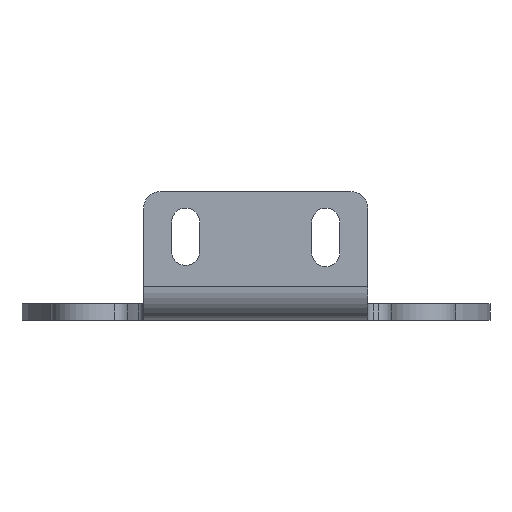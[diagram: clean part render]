
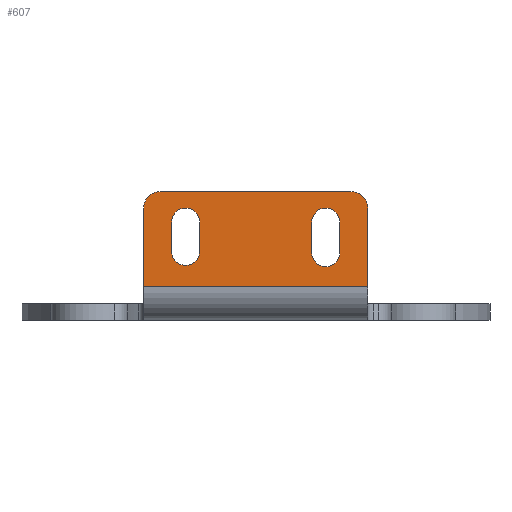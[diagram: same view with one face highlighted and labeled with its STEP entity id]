
A CAD part, front view. The second image highlights one B-rep face of the part: STEP entity #607.
In plain terms, the highlighted planar face has unit normal (0, -1, 0).
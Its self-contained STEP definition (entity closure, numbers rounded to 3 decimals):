
#9 = ORIENTED_EDGE ( 'NONE', *, *, #283, .T. ) ;
#15 = CIRCLE ( 'NONE', #1051, 3. ) ;
#25 = DIRECTION ( 'NONE',  ( 0., 0., 1. ) ) ;
#41 = DIRECTION ( 'NONE',  ( 0., 0., 1. ) ) ;
#68 = DIRECTION ( 'NONE',  ( 0., 1., 0. ) ) ;
#76 = VERTEX_POINT ( 'NONE', #1768 ) ;
#81 = EDGE_LOOP ( 'NONE', ( #1791, #1096, #344, #1944, #377 ) ) ;
#87 = VECTOR ( 'NONE', #1461, 1000. ) ;
#110 = CIRCLE ( 'NONE', #1212, 2.5 ) ;
#144 = VECTOR ( 'NONE', #1197, 1000. ) ;
#145 = CARTESIAN_POINT ( 'NONE',  ( 10., -50., 12.077 ) ) ;
#147 = ORIENTED_EDGE ( 'NONE', *, *, #1911, .F. ) ;
#161 = VERTEX_POINT ( 'NONE', #145 ) ;
#180 = DIRECTION ( 'NONE',  ( 0., 0., -1. ) ) ;
#189 = VERTEX_POINT ( 'NONE', #1821 ) ;
#193 = EDGE_CURVE ( 'NONE', #876, #1690, #570, .T. ) ;
#217 = CARTESIAN_POINT ( 'NONE',  ( 17., -50., 23. ) ) ;
#234 = VECTOR ( 'NONE', #1142, 1000. ) ;
#283 = EDGE_CURVE ( 'NONE', #629, #337, #1850, .T. ) ;
#289 = EDGE_LOOP ( 'NONE', ( #1129, #9, #147, #470, #1673, #1533 ) ) ;
#291 = DIRECTION ( 'NONE',  ( 0., 1., 0. ) ) ;
#300 = VECTOR ( 'NONE', #1583, 1000. ) ;
#305 = DIRECTION ( 'NONE',  ( 0., 1., 0. ) ) ;
#337 = VERTEX_POINT ( 'NONE', #217 ) ;
#344 = ORIENTED_EDGE ( 'NONE', *, *, #1429, .T. ) ;
#368 = VECTOR ( 'NONE', #686, 1000. ) ;
#377 = ORIENTED_EDGE ( 'NONE', *, *, #1562, .T. ) ;
#409 = LINE ( 'NONE', #1465, #368 ) ;
#410 = EDGE_CURVE ( 'NONE', #161, #76, #1263, .T. ) ;
#439 = DIRECTION ( 'NONE',  ( 0., 0., 1. ) ) ;
#457 = CARTESIAN_POINT ( 'NONE',  ( 20., -50., 3. ) ) ;
#470 = ORIENTED_EDGE ( 'NONE', *, *, #1168, .T. ) ;
#489 = DIRECTION ( 'NONE',  ( 0., 1., 0. ) ) ;
#524 = AXIS2_PLACEMENT_3D ( 'NONE', #649, #1844, #1388 ) ;
#532 = CARTESIAN_POINT ( 'NONE',  ( 10., -50., 17.55 ) ) ;
#553 = CIRCLE ( 'NONE', #1792, 2.5 ) ;
#556 = LINE ( 'NONE', #743, #87 ) ;
#570 = CIRCLE ( 'NONE', #1910, 2.5 ) ;
#574 = AXIS2_PLACEMENT_3D ( 'NONE', #1187, #1035, #1572 ) ;
#579 = PLANE ( 'NONE',  #574 ) ;
#598 = ORIENTED_EDGE ( 'NONE', *, *, #410, .T. ) ;
#607 = ADVANCED_FACE ( 'NONE', ( #1329, #1940, #737 ), #579, .T. ) ;
#629 = VERTEX_POINT ( 'NONE', #1393 ) ;
#637 = VERTEX_POINT ( 'NONE', #1722 ) ;
#644 = AXIS2_PLACEMENT_3D ( 'NONE', #1651, #291, #1489 ) ;
#649 = CARTESIAN_POINT ( 'NONE',  ( 12.5, -50., 12.077 ) ) ;
#650 = EDGE_CURVE ( 'NONE', #1396, #1424, #1839, .T. ) ;
#651 = EDGE_LOOP ( 'NONE', ( #1367, #1101, #1433, #1259, #598 ) ) ;
#686 = DIRECTION ( 'NONE',  ( 1., 0., 0. ) ) ;
#706 = AXIS2_PLACEMENT_3D ( 'NONE', #1924, #305, #439 ) ;
#716 = CARTESIAN_POINT ( 'NONE',  ( 15., -50., 17.55 ) ) ;
#737 = FACE_OUTER_BOUND ( 'NONE', #289, .T. ) ;
#742 = CARTESIAN_POINT ( 'NONE',  ( -12.5, -50., 17.55 ) ) ;
#743 = CARTESIAN_POINT ( 'NONE',  ( -10., -50., 17.55 ) ) ;
#748 = VERTEX_POINT ( 'NONE', #1132 ) ;
#773 = DIRECTION ( 'NONE',  ( 0., 1., 0. ) ) ;
#796 = VERTEX_POINT ( 'NONE', #1290 ) ;
#811 = VERTEX_POINT ( 'NONE', #1008 ) ;
#862 = EDGE_CURVE ( 'NONE', #1396, #748, #409, .T. ) ;
#876 = VERTEX_POINT ( 'NONE', #1582 ) ;
#921 = EDGE_CURVE ( 'NONE', #76, #811, #1335, .T. ) ;
#923 = CARTESIAN_POINT ( 'NONE',  ( -17., -50., 20. ) ) ;
#927 = CIRCLE ( 'NONE', #644, 2.5 ) ;
#943 = LINE ( 'NONE', #1401, #1158 ) ;
#956 = VERTEX_POINT ( 'NONE', #1804 ) ;
#972 = VERTEX_POINT ( 'NONE', #1319 ) ;
#988 = EDGE_CURVE ( 'NONE', #811, #972, #927, .T. ) ;
#1008 = CARTESIAN_POINT ( 'NONE',  ( 12.5, -50., 20.05 ) ) ;
#1030 = CARTESIAN_POINT ( 'NONE',  ( -20., -50., 20. ) ) ;
#1035 = DIRECTION ( 'NONE',  ( 0., -1., 0. ) ) ;
#1051 = AXIS2_PLACEMENT_3D ( 'NONE', #923, #1534, #180 ) ;
#1069 = DIRECTION ( 'NONE',  ( 0., -1., 0. ) ) ;
#1096 = ORIENTED_EDGE ( 'NONE', *, *, #1204, .T. ) ;
#1101 = ORIENTED_EDGE ( 'NONE', *, *, #988, .T. ) ;
#1129 = ORIENTED_EDGE ( 'NONE', *, *, #1896, .F. ) ;
#1132 = CARTESIAN_POINT ( 'NONE',  ( 20., -50., 6. ) ) ;
#1134 = CARTESIAN_POINT ( 'NONE',  ( -10., -50., 12.3 ) ) ;
#1142 = DIRECTION ( 'NONE',  ( 0., 0., 1. ) ) ;
#1158 = VECTOR ( 'NONE', #41, 1000. ) ;
#1168 = EDGE_CURVE ( 'NONE', #956, #1424, #15, .T. ) ;
#1187 = CARTESIAN_POINT ( 'NONE',  ( 0., -50., 0. ) ) ;
#1197 = DIRECTION ( 'NONE',  ( 0., 0., -1. ) ) ;
#1204 = EDGE_CURVE ( 'NONE', #1690, #796, #110, .T. ) ;
#1212 = AXIS2_PLACEMENT_3D ( 'NONE', #1418, #68, #1289 ) ;
#1231 = DIRECTION ( 'NONE',  ( 0., 0., 1. ) ) ;
#1259 = ORIENTED_EDGE ( 'NONE', *, *, #1537, .T. ) ;
#1263 = LINE ( 'NONE', #532, #234 ) ;
#1286 = VECTOR ( 'NONE', #1318, 1000. ) ;
#1289 = DIRECTION ( 'NONE',  ( 0., 0., 1. ) ) ;
#1290 = CARTESIAN_POINT ( 'NONE',  ( -10., -50., 17.55 ) ) ;
#1292 = CARTESIAN_POINT ( 'NONE',  ( 20., -50., 23. ) ) ;
#1318 = DIRECTION ( 'NONE',  ( 0., 0., -1. ) ) ;
#1319 = CARTESIAN_POINT ( 'NONE',  ( 15., -50., 17.55 ) ) ;
#1329 = FACE_BOUND ( 'NONE', #81, .T. ) ;
#1335 = CIRCLE ( 'NONE', #706, 2.5 ) ;
#1367 = ORIENTED_EDGE ( 'NONE', *, *, #921, .T. ) ;
#1371 = CIRCLE ( 'NONE', #524, 2.5 ) ;
#1386 = CARTESIAN_POINT ( 'NONE',  ( -12.5, -50., 12.3 ) ) ;
#1388 = DIRECTION ( 'NONE',  ( 0., 0., 1. ) ) ;
#1393 = CARTESIAN_POINT ( 'NONE',  ( 20., -50., 20. ) ) ;
#1396 = VERTEX_POINT ( 'NONE', #1809 ) ;
#1398 = LINE ( 'NONE', #1292, #300 ) ;
#1401 = CARTESIAN_POINT ( 'NONE',  ( -15., -50., 17.55 ) ) ;
#1418 = CARTESIAN_POINT ( 'NONE',  ( -12.5, -50., 17.55 ) ) ;
#1424 = VERTEX_POINT ( 'NONE', #1030 ) ;
#1429 = EDGE_CURVE ( 'NONE', #796, #1949, #556, .T. ) ;
#1433 = ORIENTED_EDGE ( 'NONE', *, *, #1723, .T. ) ;
#1461 = DIRECTION ( 'NONE',  ( 0., 0., -1. ) ) ;
#1465 = CARTESIAN_POINT ( 'NONE',  ( 0., -50., 6. ) ) ;
#1476 = LINE ( 'NONE', #716, #1286 ) ;
#1489 = DIRECTION ( 'NONE',  ( 0., 0., 1. ) ) ;
#1533 = ORIENTED_EDGE ( 'NONE', *, *, #862, .T. ) ;
#1534 = DIRECTION ( 'NONE',  ( 0., -1., 0. ) ) ;
#1537 = EDGE_CURVE ( 'NONE', #637, #161, #1371, .T. ) ;
#1562 = EDGE_CURVE ( 'NONE', #189, #876, #943, .T. ) ;
#1572 = DIRECTION ( 'NONE',  ( 0., 0., -1. ) ) ;
#1582 = CARTESIAN_POINT ( 'NONE',  ( -15., -50., 17.55 ) ) ;
#1583 = DIRECTION ( 'NONE',  ( 1., 0., 0. ) ) ;
#1615 = CARTESIAN_POINT ( 'NONE',  ( -12.5, -50., 20.05 ) ) ;
#1651 = CARTESIAN_POINT ( 'NONE',  ( 12.5, -50., 17.55 ) ) ;
#1673 = ORIENTED_EDGE ( 'NONE', *, *, #650, .F. ) ;
#1680 = DIRECTION ( 'NONE',  ( 0., 0., -1. ) ) ;
#1690 = VERTEX_POINT ( 'NONE', #1615 ) ;
#1705 = DIRECTION ( 'NONE',  ( 0., 0., 1. ) ) ;
#1722 = CARTESIAN_POINT ( 'NONE',  ( 15., -50., 12.077 ) ) ;
#1723 = EDGE_CURVE ( 'NONE', #972, #637, #1476, .T. ) ;
#1759 = VECTOR ( 'NONE', #25, 1000. ) ;
#1768 = CARTESIAN_POINT ( 'NONE',  ( 10., -50., 17.55 ) ) ;
#1791 = ORIENTED_EDGE ( 'NONE', *, *, #193, .T. ) ;
#1792 = AXIS2_PLACEMENT_3D ( 'NONE', #1386, #773, #1705 ) ;
#1804 = CARTESIAN_POINT ( 'NONE',  ( -17., -50., 23. ) ) ;
#1809 = CARTESIAN_POINT ( 'NONE',  ( -20., -50., 6. ) ) ;
#1821 = CARTESIAN_POINT ( 'NONE',  ( -15., -50., 12.3 ) ) ;
#1839 = LINE ( 'NONE', #1863, #1759 ) ;
#1844 = DIRECTION ( 'NONE',  ( 0., 1., 0. ) ) ;
#1850 = CIRCLE ( 'NONE', #1938, 3. ) ;
#1853 = CARTESIAN_POINT ( 'NONE',  ( 17., -50., 20. ) ) ;
#1863 = CARTESIAN_POINT ( 'NONE',  ( -20., -50., 23. ) ) ;
#1872 = EDGE_CURVE ( 'NONE', #1949, #189, #553, .T. ) ;
#1896 = EDGE_CURVE ( 'NONE', #629, #748, #1954, .T. ) ;
#1910 = AXIS2_PLACEMENT_3D ( 'NONE', #742, #489, #1231 ) ;
#1911 = EDGE_CURVE ( 'NONE', #956, #337, #1398, .T. ) ;
#1924 = CARTESIAN_POINT ( 'NONE',  ( 12.5, -50., 17.55 ) ) ;
#1938 = AXIS2_PLACEMENT_3D ( 'NONE', #1853, #1069, #1680 ) ;
#1940 = FACE_BOUND ( 'NONE', #651, .T. ) ;
#1944 = ORIENTED_EDGE ( 'NONE', *, *, #1872, .T. ) ;
#1949 = VERTEX_POINT ( 'NONE', #1134 ) ;
#1954 = LINE ( 'NONE', #457, #144 ) ;
